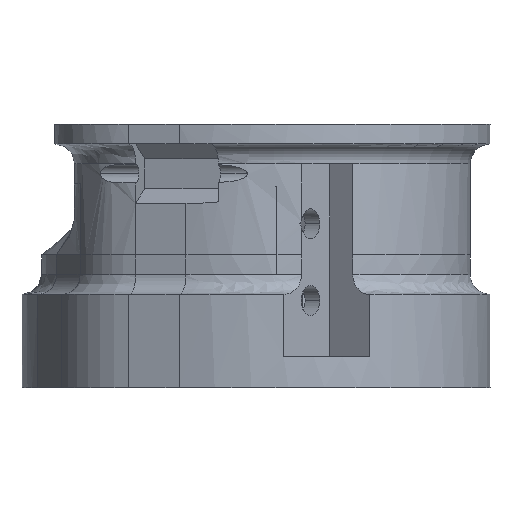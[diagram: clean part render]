
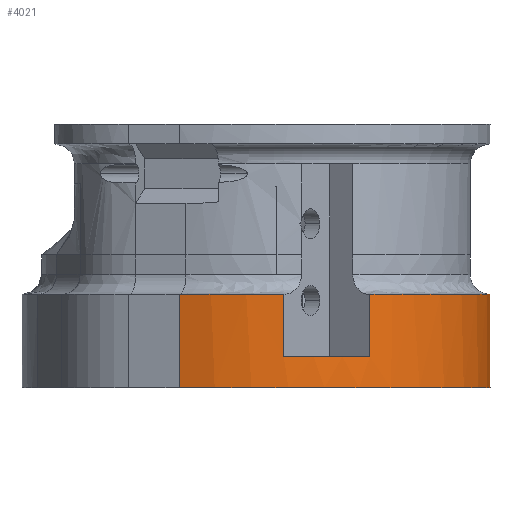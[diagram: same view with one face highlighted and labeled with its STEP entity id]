
A CAD part, front view. The second image highlights one B-rep face of the part: STEP entity #4021.
In plain terms, the highlighted cylindrical face has radius 18.516 mm (diameter 37.032 mm), a partial arc.
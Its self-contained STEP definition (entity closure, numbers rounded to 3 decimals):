
#57 = VERTEX_POINT ( 'NONE', #1021 ) ;
#67 = CARTESIAN_POINT ( 'NONE',  ( 4.372, -21.453, -8.906 ) ) ;
#138 = CARTESIAN_POINT ( 'NONE',  ( 20.937, -3.04, -16.406 ) ) ;
#212 = FACE_OUTER_BOUND ( 'NONE', #884, .T. ) ;
#293 = ORIENTED_EDGE ( 'NONE', *, *, #3343, .T. ) ;
#317 = CARTESIAN_POINT ( 'NONE',  ( 11.287, -19.295, -8.906 ) ) ;
#348 = CARTESIAN_POINT ( 'NONE',  ( 20.937, -9.681, -8.906 ) ) ;
#461 =( BOUNDED_CURVE ( )  B_SPLINE_CURVE ( 3, ( #1925, #348, #896, #317 ),
 .UNSPECIFIED., .F., .T. ) 
 B_SPLINE_CURVE_WITH_KNOTS ( ( 4, 4 ),
 ( 0., 0.02 ),
 .UNSPECIFIED. ) 
 CURVE ( )  GEOMETRIC_REPRESENTATION_ITEM ( )  RATIONAL_B_SPLINE_CURVE ( ( 1., 0.842, 0.771, 0.788 ) ) 
 REPRESENTATION_ITEM ( '' )  );
#631 = EDGE_CURVE ( 'NONE', #1898, #57, #461, .T. ) ;
#810 = CARTESIAN_POINT ( 'NONE',  ( 2.42, -3.04, -16.406 ) ) ;
#884 = EDGE_LOOP ( 'NONE', ( #2618, #293, #4719, #3675, #4405, #3804, #4151, #1404 ) ) ;
#896 = CARTESIAN_POINT ( 'NONE',  ( 17.652, -15.823, -8.906 ) ) ;
#918 =( BOUNDED_CURVE ( )  B_SPLINE_CURVE ( 3, ( #2075, #1516, #4004, #1107 ),
 .UNSPECIFIED., .F., .T. ) 
 B_SPLINE_CURVE_WITH_KNOTS ( ( 4, 4 ),
 ( 0.027, 0.036 ),
 .UNSPECIFIED. ) 
 CURVE ( )  GEOMETRIC_REPRESENTATION_ITEM ( )  RATIONAL_B_SPLINE_CURVE ( ( 0.837, 0.873, 0.927, 1. ) ) 
 REPRESENTATION_ITEM ( '' )  );
#1021 = CARTESIAN_POINT ( 'NONE',  ( 11.287, -19.295, -8.906 ) ) ;
#1096 = DIRECTION ( 'NONE',  ( 0., 0., 1. ) ) ;
#1107 = CARTESIAN_POINT ( 'NONE',  ( -4.036, -20.394, -8.906 ) ) ;
#1115 = EDGE_CURVE ( 'NONE', #1539, #4779, #5493, .T. ) ;
#1208 = DIRECTION ( 'NONE',  ( 1., 0., 0. ) ) ;
#1346 = DIRECTION ( 'NONE',  ( 0., 0., -1. ) ) ;
#1404 = ORIENTED_EDGE ( 'NONE', *, *, #1894, .T. ) ;
#1444 = VECTOR ( 'NONE', #3027, 1000. ) ;
#1491 = EDGE_CURVE ( 'NONE', #2553, #4779, #918, .T. ) ;
#1516 = CARTESIAN_POINT ( 'NONE',  ( 1.427, -21.765, -8.906 ) ) ;
#1539 = VERTEX_POINT ( 'NONE', #2007 ) ;
#1682 = CARTESIAN_POINT ( 'NONE',  ( 2.42, -3.04, -16.406 ) ) ;
#1701 = DIRECTION ( 'NONE',  ( 0., 0., 1. ) ) ;
#1845 = AXIS2_PLACEMENT_3D ( 'NONE', #6195, #1346, #3317 ) ;
#1894 = EDGE_CURVE ( 'NONE', #6273, #1898, #2458, .T. ) ;
#1898 = VERTEX_POINT ( 'NONE', #3481 ) ;
#1925 = CARTESIAN_POINT ( 'NONE',  ( 20.937, -3.04, -8.906 ) ) ;
#2007 = CARTESIAN_POINT ( 'NONE',  ( -4.036, -20.394, -16.406 ) ) ;
#2031 = CARTESIAN_POINT ( 'NONE',  ( 20.937, -3.04, -16.406 ) ) ;
#2075 = CARTESIAN_POINT ( 'NONE',  ( 4.372, -21.453, -8.906 ) ) ;
#2180 = CYLINDRICAL_SURFACE ( 'NONE', #4904, 18.516 ) ;
#2424 = LINE ( 'NONE', #2483, #1444 ) ;
#2458 = LINE ( 'NONE', #2031, #5107 ) ;
#2483 = CARTESIAN_POINT ( 'NONE',  ( 4.372, -21.453, -16.406 ) ) ;
#2553 = VERTEX_POINT ( 'NONE', #67 ) ;
#2618 = ORIENTED_EDGE ( 'NONE', *, *, #631, .T. ) ;
#2645 = VECTOR ( 'NONE', #1701, 1000. ) ;
#2716 = VERTEX_POINT ( 'NONE', #3955 ) ;
#2836 = DIRECTION ( 'NONE',  ( 0., 0., -1. ) ) ;
#2869 = VERTEX_POINT ( 'NONE', #3602 ) ;
#3027 = DIRECTION ( 'NONE',  ( 0., 0., 1. ) ) ;
#3304 = EDGE_CURVE ( 'NONE', #1539, #6273, #3587, .T. ) ;
#3317 = DIRECTION ( 'NONE',  ( 1., 0., 0. ) ) ;
#3343 = EDGE_CURVE ( 'NONE', #57, #2716, #4188, .T. ) ;
#3481 = CARTESIAN_POINT ( 'NONE',  ( 20.937, -3.04, -8.906 ) ) ;
#3587 = CIRCLE ( 'NONE', #4700, 18.516 ) ;
#3602 = CARTESIAN_POINT ( 'NONE',  ( 4.372, -21.453, -13.906 ) ) ;
#3675 = ORIENTED_EDGE ( 'NONE', *, *, #5992, .T. ) ;
#3713 = CARTESIAN_POINT ( 'NONE',  ( 11.287, -19.295, -16.406 ) ) ;
#3804 = ORIENTED_EDGE ( 'NONE', *, *, #1115, .F. ) ;
#3955 = CARTESIAN_POINT ( 'NONE',  ( 11.287, -19.295, -13.906 ) ) ;
#4004 = CARTESIAN_POINT ( 'NONE',  ( -1.424, -21.366, -8.906 ) ) ;
#4021 = ADVANCED_FACE ( 'NONE', ( #212 ), #2180, .T. ) ;
#4151 = ORIENTED_EDGE ( 'NONE', *, *, #3304, .T. ) ;
#4188 = LINE ( 'NONE', #3713, #4604 ) ;
#4405 = ORIENTED_EDGE ( 'NONE', *, *, #1491, .T. ) ;
#4604 = VECTOR ( 'NONE', #2836, 1000. ) ;
#4700 = AXIS2_PLACEMENT_3D ( 'NONE', #810, #6277, #5209 ) ;
#4719 = ORIENTED_EDGE ( 'NONE', *, *, #4720, .T. ) ;
#4720 = EDGE_CURVE ( 'NONE', #2716, #2869, #6260, .T. ) ;
#4775 = CARTESIAN_POINT ( 'NONE',  ( -4.036, -20.394, -8.906 ) ) ;
#4779 = VERTEX_POINT ( 'NONE', #4775 ) ;
#4904 = AXIS2_PLACEMENT_3D ( 'NONE', #1682, #6085, #1208 ) ;
#5107 = VECTOR ( 'NONE', #1096, 1000. ) ;
#5209 = DIRECTION ( 'NONE',  ( -1., 0., 0. ) ) ;
#5493 = LINE ( 'NONE', #6104, #2645 ) ;
#5992 = EDGE_CURVE ( 'NONE', #2869, #2553, #2424, .T. ) ;
#6085 = DIRECTION ( 'NONE',  ( 0., 0., 1. ) ) ;
#6104 = CARTESIAN_POINT ( 'NONE',  ( -4.036, -20.394, -16.406 ) ) ;
#6195 = CARTESIAN_POINT ( 'NONE',  ( 2.42, -3.04, -13.906 ) ) ;
#6260 = CIRCLE ( 'NONE', #1845, 18.516 ) ;
#6273 = VERTEX_POINT ( 'NONE', #138 ) ;
#6277 = DIRECTION ( 'NONE',  ( 0., 0., 1. ) ) ;
